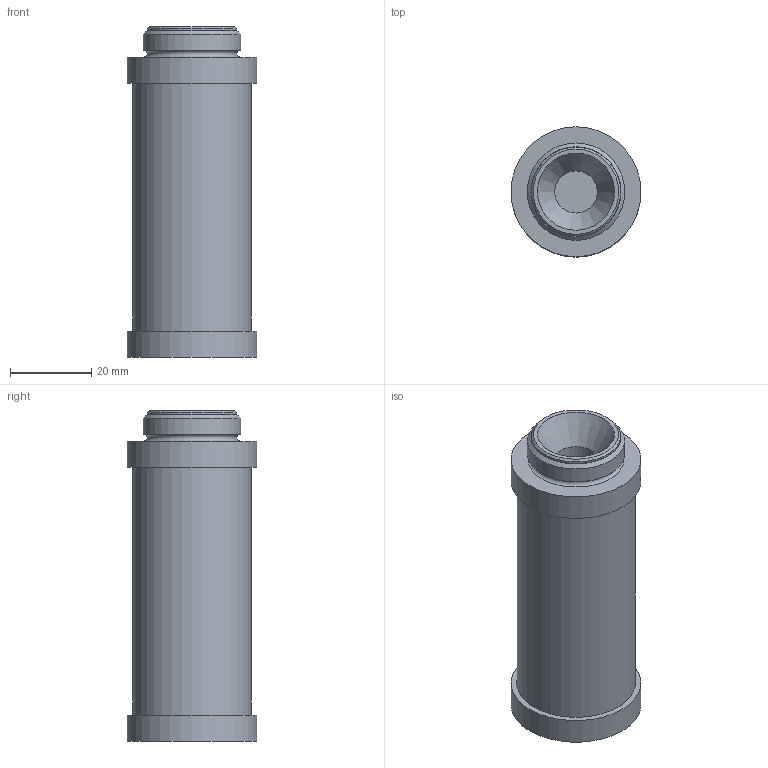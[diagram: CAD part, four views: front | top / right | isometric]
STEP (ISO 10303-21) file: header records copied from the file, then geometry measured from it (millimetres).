
FILE_DESCRIPTION(/* description */ ('STEP AP214'),/* implementation_level */ '2;1');
FILE_NAME(/* name */ '547923_MS6-LFM-BI',/* time_stamp */ '2024-09-10T17:17:55+02:00',/* author */ ('License CC BY-ND 4.0'),/* organization */ ('CADENAS'),/* preprocessor_version */ 'ST-DEVELOPER v19.3',/* originating_system */ 'PARTsolutions',/* authorisation */ ' ');
FILE_SCHEMA (('AUTOMOTIVE_DESIGN {1 0 10303 214 3 1 1}'));
Length unit declared in the file: millimetre
Products named in the file (1): 547923 MS6-LFM-BI
Bounding box: 32 x 32 x 81.5 mm (x, y, z)
Volume: 47337.5 mm3; surface area: 11791.2 mm2
Topology: 1 solids, 1 shells, 18 faces, 27 edges, 17 vertices
Faces by surface type: plane 8, cylinder 6, cone 3, torus 1
Full cylindrical faces by diameter (mm): 10.5 x1, 22 x1, 24 x1, 29.2 x1, 32 x2
Entity records: 504 total; most frequent: DIRECTION 72, CARTESIAN_POINT 53, AXIS2_PLACEMENT_3D 36, ORIENTED_EDGE 34, EDGE_LOOP 34, FACE_BOUND 34, STYLED_ITEM 18, PRESENTATION_STYLE_ASSIGNMENT 18
